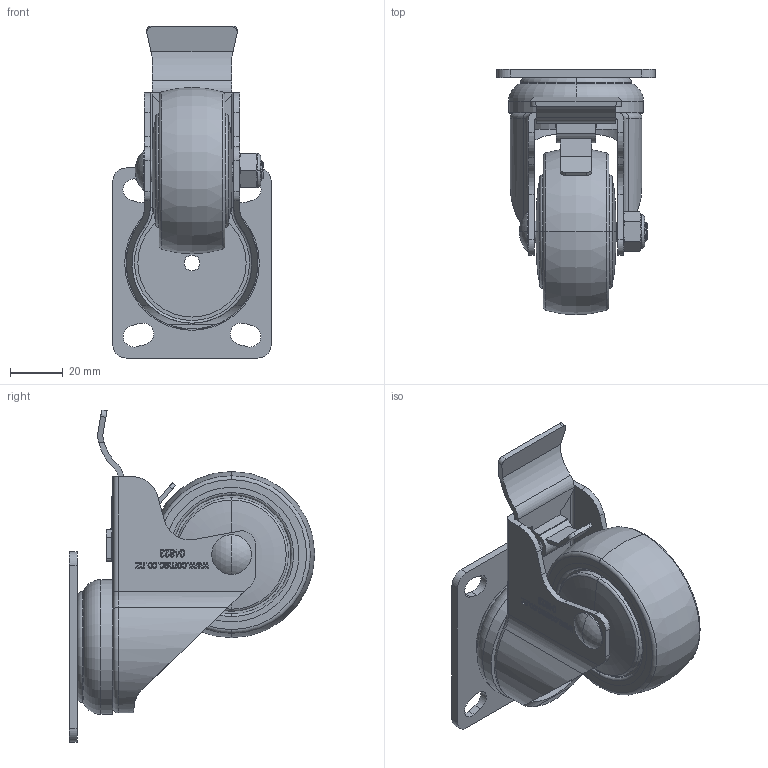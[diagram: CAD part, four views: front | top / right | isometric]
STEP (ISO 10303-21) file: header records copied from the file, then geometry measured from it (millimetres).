
FILE_DESCRIPTION (( 'STEP AP214' ), '1' );
FILE_NAME ('04823-Mounting Plate Castor Swivel and Brake Rubber Wheel Zinc Plated 63mm.STEP', '2018-11-13T19:49:10', ( '' ), ( '' ), 'SwSTEP 2.0', 'SolidWorks 2018', '' );
FILE_SCHEMA (( 'AUTOMOTIVE_DESIGN' ));
Length unit declared in the file: millimetre
Products named in the file (7): Wheel_63mm; M8 Nut_94645A210; 04823-Mounting Plate Castor Swivel and Brake Rubber Wheel Zinc Plated 63mm; Bearing_50mm Flange B; Brake_4823; M8 x 1.25 x 45mm Bolt_91287A158; Carriage_4823
Assembly tree (6 placements, depth 2):
  04823-Mounting Plate Castor Swivel and Brake Rubber Wheel Zinc Plated 63mm
    Carriage_4823
    Wheel_63mm
    M8 x 1.25 x 45mm Bolt_91287A158
    M8 Nut_94645A210
    Bearing_50mm Flange B
    Brake_4823
Bounding box: 60 x 93 x 125.78 mm (x, y, z)
Volume: 145669 mm3; surface area: 52392.9 mm2
Topology: 7 solids, 7 shells, 606 faces, 1568 edges, 1016 vertices
Faces by surface type: plane 259, cylinder 150, bspline 116, cone 43, torus 36, sphere 2
Entity records: 30643 total; most frequent: CARTESIAN_POINT 16296, ORIENTED_EDGE 3136, DIRECTION 2477, EDGE_CURVE 1568, VERTEX_POINT 1016, LINE 877, VECTOR 877, AXIS2_PLACEMENT_3D 800
